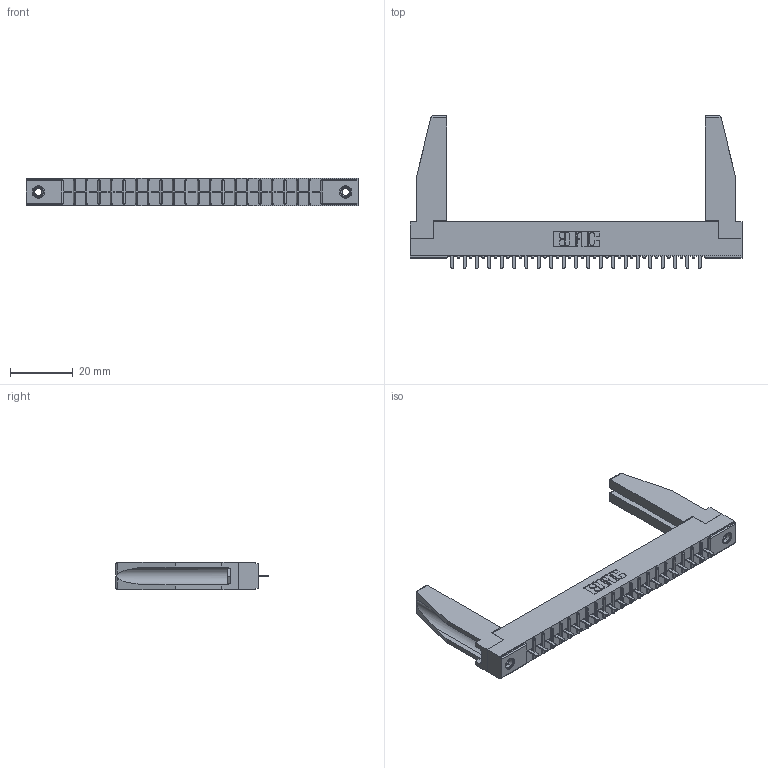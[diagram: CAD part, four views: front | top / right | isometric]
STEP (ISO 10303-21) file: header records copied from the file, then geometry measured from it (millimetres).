
FILE_DESCRIPTION (( 'STEP AP203' ), '1' );
FILE_NAME ('356-021-421-178.STEP', '2020-09-23T15:08:44', ( '' ), ( '' ), 'SwSTEP 2.0', 'SolidWorks 2020', '' );
FILE_SCHEMA (( 'CONFIG_CONTROL_DESIGN' ));
Length unit declared in the file: inch
Products named in the file (5): 345-250-001_345-250-001-102; 356-021-421-178; 306-290-001_121; 306 Part_.156 Dia; 307-220-078
Assembly tree (26 placements, depth 2):
  356-021-421-178
    306 Part_.156 Dia
    306-290-001_121  x21
    345-250-001_345-250-001-102  x2
    307-220-078  x2
Bounding box: 106.22 x 48.92 x 8.71 mm (x, y, z)
Volume: 11222.7 mm3; surface area: 14349.6 mm2
Topology: 26 solids, 26 shells, 1716 faces, 4783 edges, 3066 vertices
Faces by surface type: plane 1139, cylinder 477, sphere 84, cone 12, torus 4
Entity records: 24699 total; most frequent: CARTESIAN_POINT 4144, ORIENTED_EDGE 4064, DIRECTION 4040, EDGE_CURVE 2032, VECTOR 1580, LINE 1580, VERTEX_POINT 1292, AXIS2_PLACEMENT_3D 1230
